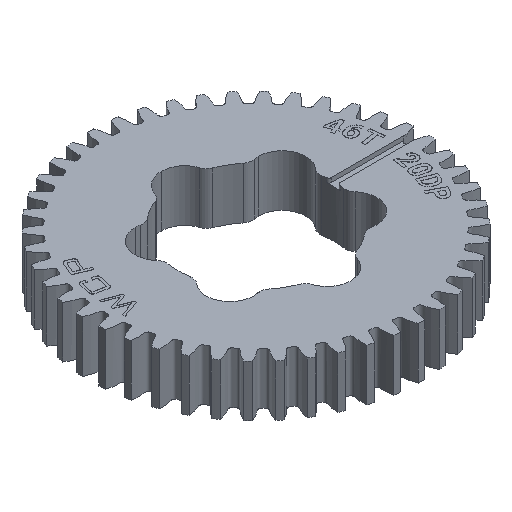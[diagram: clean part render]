
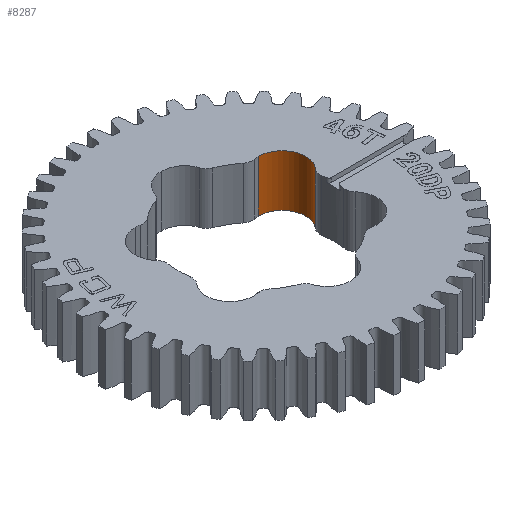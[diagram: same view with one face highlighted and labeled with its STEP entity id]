
A CAD part, isometric view. The second image highlights one B-rep face of the part: STEP entity #8287.
In plain terms, the highlighted cylindrical face has radius 4.366 mm (diameter 8.731 mm), a partial arc.
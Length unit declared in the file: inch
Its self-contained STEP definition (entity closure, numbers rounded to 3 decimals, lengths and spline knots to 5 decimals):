
#643 = AXIS2_PLACEMENT_3D ( 'NONE', #7191, #20634, #11130 ) ;
#802 = EDGE_CURVE ( 'NONE', #5045, #24277, #5264, .T. ) ;
#1494 = EDGE_CURVE ( 'NONE', #24277, #24271, #9532, .T. ) ;
#1955 = EDGE_CURVE ( 'NONE', #14205, #5045, #5371, .T. ) ;
#3375 = CARTESIAN_POINT ( 'NONE',  ( 0.44654, 0.42969, 0.25 ) ) ;
#4296 = VECTOR ( 'NONE', #15035, 39.37008 ) ;
#5045 = VERTEX_POINT ( 'NONE', #16760 ) ;
#5264 = LINE ( 'NONE', #3375, #4296 ) ;
#5371 = CIRCLE ( 'NONE', #9824, 0.17188 ) ;
#6454 = CARTESIAN_POINT ( 'NONE',  ( 0.57566, 0.14437, 0.1875 ) ) ;
#6509 = CARTESIAN_POINT ( 'NONE',  ( 0.44654, 0.25781, 0.1875 ) ) ;
#6634 = DIRECTION ( 'NONE',  ( -1., 0., 0. ) ) ;
#7152 = DIRECTION ( 'NONE',  ( 0., 0., -1. ) ) ;
#7191 = CARTESIAN_POINT ( 'NONE',  ( 0.44654, 0.25781, -0.1875 ) ) ;
#8287 = ADVANCED_FACE ( 'NONE', ( #9177 ), #18690, .F. ) ;
#8595 = DIRECTION ( 'NONE',  ( 0., 0., -1. ) ) ;
#9177 = FACE_OUTER_BOUND ( 'NONE', #16837, .T. ) ;
#9532 = CIRCLE ( 'NONE', #643, 0.17188 ) ;
#9824 = AXIS2_PLACEMENT_3D ( 'NONE', #6509, #20195, #6634 ) ;
#11130 = DIRECTION ( 'NONE',  ( 1., 0., 0. ) ) ;
#12651 = ORIENTED_EDGE ( 'NONE', *, *, #19874, .F. ) ;
#13516 = ORIENTED_EDGE ( 'NONE', *, *, #1955, .T. ) ;
#14205 = VERTEX_POINT ( 'NONE', #6454 ) ;
#14895 = DIRECTION ( 'NONE',  ( 0., 1., 0. ) ) ;
#15035 = DIRECTION ( 'NONE',  ( 0., 0., -1. ) ) ;
#16545 = CARTESIAN_POINT ( 'NONE',  ( 0.44654, 0.25781, 0.25 ) ) ;
#16760 = CARTESIAN_POINT ( 'NONE',  ( 0.44654, 0.42969, 0.1875 ) ) ;
#16837 = EDGE_LOOP ( 'NONE', ( #13516, #19471, #21621, #12651 ) ) ;
#18240 = CARTESIAN_POINT ( 'NONE',  ( 0.57566, 0.14437, 0.25 ) ) ;
#18378 = CARTESIAN_POINT ( 'NONE',  ( 0.57566, 0.14437, -0.1875 ) ) ;
#18690 = CYLINDRICAL_SURFACE ( 'NONE', #22883, 0.17188 ) ;
#18988 = VECTOR ( 'NONE', #8595, 39.37008 ) ;
#19471 = ORIENTED_EDGE ( 'NONE', *, *, #802, .T. ) ;
#19874 = EDGE_CURVE ( 'NONE', #14205, #24271, #21927, .T. ) ;
#20195 = DIRECTION ( 'NONE',  ( 0., 0., 1. ) ) ;
#20634 = DIRECTION ( 'NONE',  ( 0., 0., -1. ) ) ;
#21621 = ORIENTED_EDGE ( 'NONE', *, *, #1494, .T. ) ;
#21927 = LINE ( 'NONE', #18240, #18988 ) ;
#22569 = CARTESIAN_POINT ( 'NONE',  ( 0.44654, 0.42969, -0.1875 ) ) ;
#22883 = AXIS2_PLACEMENT_3D ( 'NONE', #16545, #7152, #14895 ) ;
#24271 = VERTEX_POINT ( 'NONE', #18378 ) ;
#24277 = VERTEX_POINT ( 'NONE', #22569 ) ;
